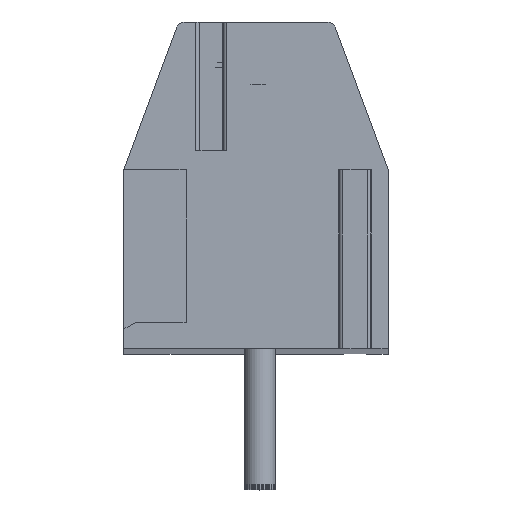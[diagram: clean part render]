
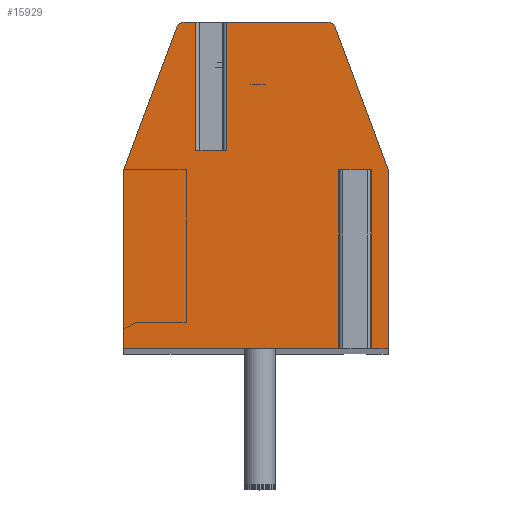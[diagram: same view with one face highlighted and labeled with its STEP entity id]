
A CAD part, top view. The second image highlights one B-rep face of the part: STEP entity #15929.
In plain terms, the highlighted planar face has unit normal (0, 0, 1).
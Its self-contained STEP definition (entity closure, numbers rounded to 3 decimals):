
#1=DIRECTION('',(1.,0.,0.));
#2=VECTOR('',#1,0.796);
#3=CARTESIAN_POINT('',(-1.548,0.9,78.75));
#4=LINE('',#3,#2);
#5=DIRECTION('',(0.,1.,0.));
#6=VECTOR('',#5,3.3);
#7=CARTESIAN_POINT('',(-0.752,0.9,78.75));
#8=LINE('',#7,#6);
#9=DIRECTION('',(-1.,0.,0.));
#10=VECTOR('',#9,2.603);
#11=CARTESIAN_POINT('',(1.851,4.2,78.75));
#12=LINE('',#11,#10);
#13=CARTESIAN_POINT('',(1.851,4.,78.75));
#14=DIRECTION('',(0.,0.,1.));
#15=DIRECTION('',(0.938,0.348,0.));
#16=AXIS2_PLACEMENT_3D('',#13,#14,#15);
#18=DIRECTION('',(-0.348,0.938,0.));
#19=VECTOR('',#18,3.914);
#20=CARTESIAN_POINT('',(3.4,0.4,78.75));
#21=LINE('',#20,#19);
#22=DIRECTION('',(0.,1.,0.));
#23=VECTOR('',#22,4.6);
#24=CARTESIAN_POINT('',(3.4,-4.2,78.75));
#25=LINE('',#24,#23);
#26=DIRECTION('',(1.,0.,0.));
#27=VECTOR('',#26,0.634);
#28=CARTESIAN_POINT('',(2.766,-4.2,78.75));
#29=LINE('',#28,#27);
#30=DIRECTION('',(0.,1.,0.));
#31=VECTOR('',#30,4.6);
#32=CARTESIAN_POINT('',(2.766,-4.2,78.75));
#33=LINE('',#32,#31);
#34=DIRECTION('',(-1.,0.,0.));
#35=VECTOR('',#34,0.43);
#36=CARTESIAN_POINT('',(2.766,0.4,78.75));
#37=LINE('',#36,#35);
#38=DIRECTION('',(0.,1.,0.));
#39=VECTOR('',#38,4.6);
#40=CARTESIAN_POINT('',(2.336,-4.2,78.75));
#41=LINE('',#40,#39);
#42=DIRECTION('',(1.,0.,0.));
#43=VECTOR('',#42,5.736);
#44=CARTESIAN_POINT('',(-3.4,-4.2,78.75));
#45=LINE('',#44,#43);
#46=DIRECTION('',(0.,-1.,0.));
#47=VECTOR('',#46,4.6);
#48=CARTESIAN_POINT('',(-3.4,0.4,78.75));
#49=LINE('',#48,#47);
#50=DIRECTION('',(-0.348,-0.938,0.));
#51=VECTOR('',#50,3.914);
#52=CARTESIAN_POINT('',(-2.038,4.07,78.75));
#53=LINE('',#52,#51);
#54=CARTESIAN_POINT('',(-1.851,4.,78.75));
#55=DIRECTION('',(0.,0.,1.));
#56=DIRECTION('',(0.,1.,0.));
#57=AXIS2_PLACEMENT_3D('',#54,#55,#56);
#59=DIRECTION('',(-1.,0.,0.));
#60=VECTOR('',#59,0.303);
#61=CARTESIAN_POINT('',(-1.548,4.2,78.75));
#62=LINE('',#61,#60);
#63=DIRECTION('',(0.,1.,0.));
#64=VECTOR('',#63,3.3);
#65=CARTESIAN_POINT('',(-1.548,0.9,78.75));
#66=LINE('',#65,#64);
#12444=CARTESIAN_POINT('',(-1.851,4.2,78.75));
#12445=CARTESIAN_POINT('',(-2.038,4.07,78.75));
#12446=VERTEX_POINT('',#12444);
#12447=VERTEX_POINT('',#12445);
#12448=CARTESIAN_POINT('',(-3.4,0.4,78.75));
#12449=VERTEX_POINT('',#12448);
#12450=CARTESIAN_POINT('',(-3.4,-4.2,78.75));
#12451=VERTEX_POINT('',#12450);
#12452=CARTESIAN_POINT('',(3.4,-4.2,78.75));
#12453=CARTESIAN_POINT('',(3.4,0.4,78.75));
#12454=VERTEX_POINT('',#12452);
#12455=VERTEX_POINT('',#12453);
#12456=CARTESIAN_POINT('',(2.038,4.07,78.75));
#12457=VERTEX_POINT('',#12456);
#12458=CARTESIAN_POINT('',(1.851,4.2,78.75));
#12459=VERTEX_POINT('',#12458);
#12500=CARTESIAN_POINT('',(2.766,0.4,78.75));
#12501=CARTESIAN_POINT('',(2.336,0.4,78.75));
#12502=VERTEX_POINT('',#12500);
#12503=VERTEX_POINT('',#12501);
#12504=CARTESIAN_POINT('',(2.336,-4.2,78.75));
#12505=VERTEX_POINT('',#12504);
#12506=CARTESIAN_POINT('',(2.766,-4.2,78.75));
#12507=VERTEX_POINT('',#12506);
#12568=CARTESIAN_POINT('',(-1.548,0.9,78.75));
#12569=CARTESIAN_POINT('',(-0.752,0.9,78.75));
#12570=VERTEX_POINT('',#12568);
#12571=VERTEX_POINT('',#12569);
#12572=CARTESIAN_POINT('',(-1.548,4.2,78.75));
#12573=VERTEX_POINT('',#12572);
#12574=CARTESIAN_POINT('',(-0.752,4.2,78.75));
#12575=VERTEX_POINT('',#12574);
#15890=CARTESIAN_POINT('',(0.,0.,78.75));
#15891=DIRECTION('',(0.,0.,1.));
#15892=DIRECTION('',(1.,0.,0.));
#15893=AXIS2_PLACEMENT_3D('',#15890,#15891,#15892);
#15894=PLANE('',#15893);
#15896=ORIENTED_EDGE('',*,*,#15895,.T.);
#15898=ORIENTED_EDGE('',*,*,#15897,.T.);
#15900=ORIENTED_EDGE('',*,*,#15899,.F.);
#15902=ORIENTED_EDGE('',*,*,#15901,.F.);
#15904=ORIENTED_EDGE('',*,*,#15903,.F.);
#15906=ORIENTED_EDGE('',*,*,#15905,.F.);
#15908=ORIENTED_EDGE('',*,*,#15907,.F.);
#15910=ORIENTED_EDGE('',*,*,#15909,.T.);
#15912=ORIENTED_EDGE('',*,*,#15911,.T.);
#15914=ORIENTED_EDGE('',*,*,#15913,.F.);
#15916=ORIENTED_EDGE('',*,*,#15915,.F.);
#15918=ORIENTED_EDGE('',*,*,#15917,.F.);
#15920=ORIENTED_EDGE('',*,*,#15919,.F.);
#15922=ORIENTED_EDGE('',*,*,#15921,.F.);
#15924=ORIENTED_EDGE('',*,*,#15923,.F.);
#15926=ORIENTED_EDGE('',*,*,#15925,.F.);
#15927=EDGE_LOOP('',(#15896,#15898,#15900,#15902,#15904,#15906,#15908,#15910,
#15912,#15914,#15916,#15918,#15920,#15922,#15924,#15926));
#15928=FACE_OUTER_BOUND('',#15927,.F.);
#15929=ADVANCED_FACE('',(#15928),#15894,.T.);
#17=CIRCLE('',#16,0.2);
#58=CIRCLE('',#57,0.2);
#15895=EDGE_CURVE('',#12570,#12571,#4,.T.);
#15897=EDGE_CURVE('',#12571,#12575,#8,.T.);
#15899=EDGE_CURVE('',#12459,#12575,#12,.T.);
#15901=EDGE_CURVE('',#12457,#12459,#17,.T.);
#15903=EDGE_CURVE('',#12455,#12457,#21,.T.);
#15905=EDGE_CURVE('',#12454,#12455,#25,.T.);
#15907=EDGE_CURVE('',#12507,#12454,#29,.T.);
#15909=EDGE_CURVE('',#12507,#12502,#33,.T.);
#15911=EDGE_CURVE('',#12502,#12503,#37,.T.);
#15913=EDGE_CURVE('',#12505,#12503,#41,.T.);
#15915=EDGE_CURVE('',#12451,#12505,#45,.T.);
#15917=EDGE_CURVE('',#12449,#12451,#49,.T.);
#15919=EDGE_CURVE('',#12447,#12449,#53,.T.);
#15921=EDGE_CURVE('',#12446,#12447,#58,.T.);
#15923=EDGE_CURVE('',#12573,#12446,#62,.T.);
#15925=EDGE_CURVE('',#12570,#12573,#66,.T.);
